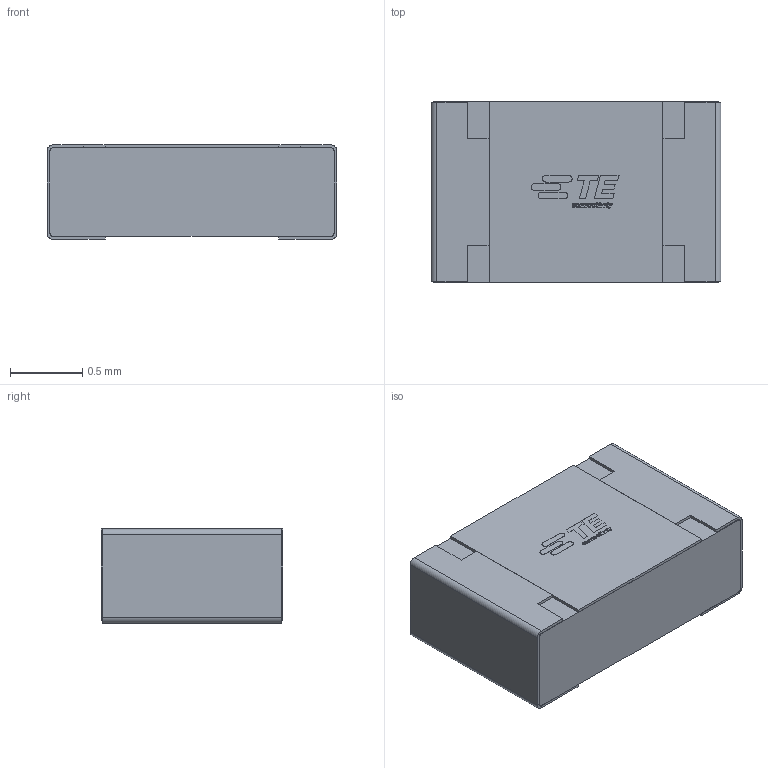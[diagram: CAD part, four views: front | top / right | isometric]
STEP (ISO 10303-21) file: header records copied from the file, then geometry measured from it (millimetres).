
FILE_DESCRIPTION(/* description */ (''),/* implementation_level */ '2;1');
FILE_NAME(/* name */ 'TE Connectivity CRG0805F10K.stp',/* time_stamp */ '2021-06-22T22:09:42+02:00',/* author */ ('AbuBakr'),/* organization */ (''),/* preprocessor_version */ 'ST-DEVELOPER v17',/* originating_system */ 'Autodesk Inventor 2019',/* authorisation */ '');
FILE_SCHEMA (('AUTOMOTIVE_DESIGN { 1 0 10303 214 3 1 1 }'));
Length unit declared in the file: millimetre
Products named in the file (6): TE Connectivity CRG0805F10K; CRG0805F10K; 1; 2; 3; TE Connectivity
Assembly tree (5 placements, depth 3):
  TE Connectivity CRG0805F10K
    CRG0805F10K
      1
      2
      3
      TE Connectivity
Bounding box: 2 x 1.25 x 0.65 mm (x, y, z)
Volume: 1.6 mm3; surface area: 18.8 mm2
Topology: 22 solids, 22 shells, 286 faces, 726 edges, 484 vertices
Faces by surface type: plane 177, bspline 92, cylinder 17
Entity records: 9549 total; most frequent: CARTESIAN_POINT 2409, ORIENTED_EDGE 1452, DIRECTION 1194, EDGE_CURVE 726, LINE 508, VECTOR 508, VERTEX_POINT 484, AXIS2_PLACEMENT_3D 343
